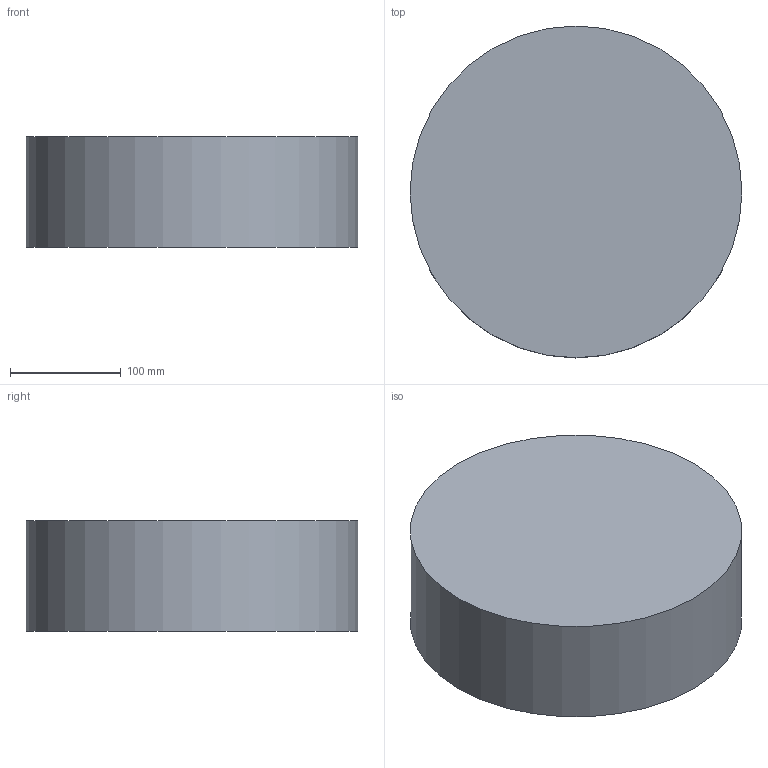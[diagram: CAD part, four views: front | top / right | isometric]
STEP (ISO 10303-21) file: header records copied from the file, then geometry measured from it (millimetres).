
FILE_DESCRIPTION(('FreeCAD Model'),'2;1');
FILE_NAME('Open CASCADE Shape Model','2024-06-11T10:00:53',(''),(''), 'Open CASCADE STEP processor 7.6','FreeCAD','Unknown');
FILE_SCHEMA(('AUTOMOTIVE_DESIGN { 1 0 10303 214 1 1 1 1 }'));
Length unit declared in the file: millimetre
Products named in the file (1): Cut001
Bounding box: 300 x 300 x 100 mm (x, y, z)
Volume: 6921580 mm3; surface area: 302305.5 mm2
Topology: 1 solids, 2 shells, 31 faces, 69 edges, 46 vertices
Faces by surface type: bspline 15, extrusion 5, offset 5, plane 4, cylinder 2
Full cylindrical faces by diameter (mm): 50 x1, 300 x1
Entity records: 32109 total; most frequent: CARTESIAN_POINT 31019, B_SPLINE_CURVE_WITH_KNOTS 161, ORIENTED_EDGE 138, PCURVE 138, DEFINITIONAL_REPRESENTATION 138, EDGE_CURVE 69, SURFACE_CURVE 66, DIRECTION 64
